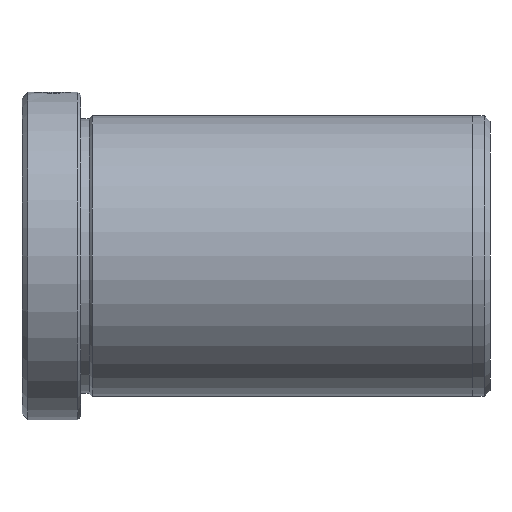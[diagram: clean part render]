
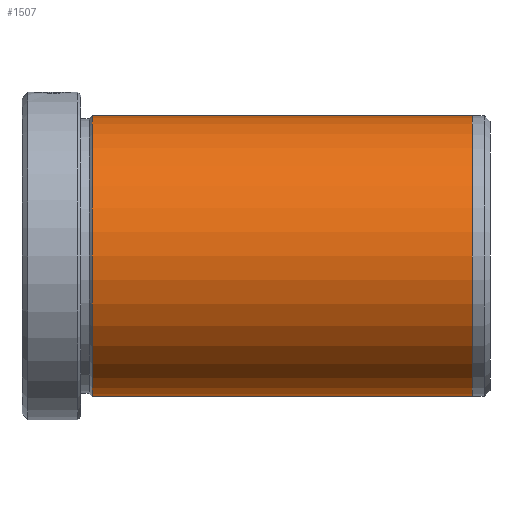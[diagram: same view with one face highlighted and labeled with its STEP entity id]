
A CAD part, left-side view. The second image highlights one B-rep face of the part: STEP entity #1507.
In plain terms, the highlighted cylindrical face has radius 24 mm (diameter 48 mm), a partial arc.
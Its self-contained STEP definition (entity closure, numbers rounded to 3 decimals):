
#22 = VECTOR ( 'NONE', #266, 1000. ) ;
#103 = LINE ( 'NONE', #1680, #877 ) ;
#106 = VERTEX_POINT ( 'NONE', #1190 ) ;
#155 = AXIS2_PLACEMENT_3D ( 'NONE', #694, #1687, #838 ) ;
#164 = CARTESIAN_POINT ( 'NONE',  ( 0., -12., 0. ) ) ;
#219 = VERTEX_POINT ( 'NONE', #454 ) ;
#257 = CARTESIAN_POINT ( 'NONE',  ( 0., -77., 24. ) ) ;
#259 = CYLINDRICAL_SURFACE ( 'NONE', #407, 24. ) ;
#266 = DIRECTION ( 'NONE',  ( 0., 1., 0. ) ) ;
#307 = DIRECTION ( 'NONE',  ( 0., 0., 1. ) ) ;
#407 = AXIS2_PLACEMENT_3D ( 'NONE', #1751, #1605, #471 ) ;
#450 = CIRCLE ( 'NONE', #155, 24. ) ;
#454 = CARTESIAN_POINT ( 'NONE',  ( 0., -12., -24. ) ) ;
#471 = DIRECTION ( 'NONE',  ( 0., 0., 1. ) ) ;
#526 = CARTESIAN_POINT ( 'NONE',  ( 0., -77., -24. ) ) ;
#530 = ORIENTED_EDGE ( 'NONE', *, *, #1048, .F. ) ;
#694 = CARTESIAN_POINT ( 'NONE',  ( 0., -77., 0. ) ) ;
#799 = LINE ( 'NONE', #1547, #22 ) ;
#838 = DIRECTION ( 'NONE',  ( 0., 0., -1. ) ) ;
#877 = VECTOR ( 'NONE', #1824, 1000. ) ;
#919 = VERTEX_POINT ( 'NONE', #526 ) ;
#972 = EDGE_CURVE ( 'NONE', #992, #106, #103, .T. ) ;
#976 = EDGE_CURVE ( 'NONE', #992, #919, #450, .T. ) ;
#992 = VERTEX_POINT ( 'NONE', #257 ) ;
#1048 = EDGE_CURVE ( 'NONE', #919, #219, #799, .T. ) ;
#1121 = CIRCLE ( 'NONE', #1593, 24. ) ;
#1175 = DIRECTION ( 'NONE',  ( 0., 1., 0. ) ) ;
#1190 = CARTESIAN_POINT ( 'NONE',  ( 0., -12., 24. ) ) ;
#1273 = ORIENTED_EDGE ( 'NONE', *, *, #1451, .F. ) ;
#1348 = EDGE_LOOP ( 'NONE', ( #530, #1829, #1772, #1273 ) ) ;
#1446 = FACE_OUTER_BOUND ( 'NONE', #1348, .T. ) ;
#1451 = EDGE_CURVE ( 'NONE', #219, #106, #1121, .T. ) ;
#1507 = ADVANCED_FACE ( 'NONE', ( #1446 ), #259, .T. ) ;
#1547 = CARTESIAN_POINT ( 'NONE',  ( 0., 0., -24. ) ) ;
#1593 = AXIS2_PLACEMENT_3D ( 'NONE', #164, #1175, #307 ) ;
#1605 = DIRECTION ( 'NONE',  ( 0., 1., 0. ) ) ;
#1680 = CARTESIAN_POINT ( 'NONE',  ( 0., 0., 24. ) ) ;
#1687 = DIRECTION ( 'NONE',  ( 0., -1., 0. ) ) ;
#1751 = CARTESIAN_POINT ( 'NONE',  ( 0., 0., 0. ) ) ;
#1772 = ORIENTED_EDGE ( 'NONE', *, *, #972, .T. ) ;
#1824 = DIRECTION ( 'NONE',  ( 0., 1., 0. ) ) ;
#1829 = ORIENTED_EDGE ( 'NONE', *, *, #976, .F. ) ;
